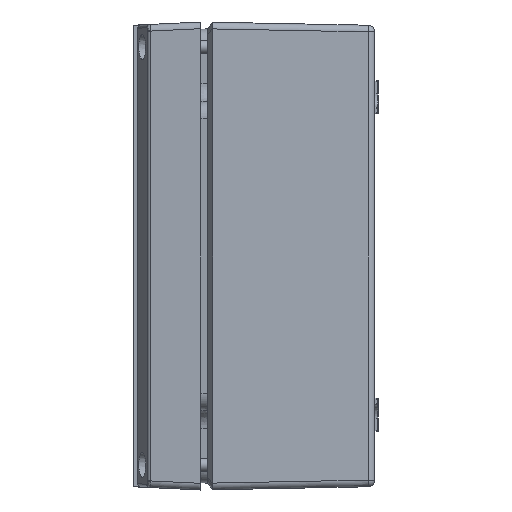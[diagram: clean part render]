
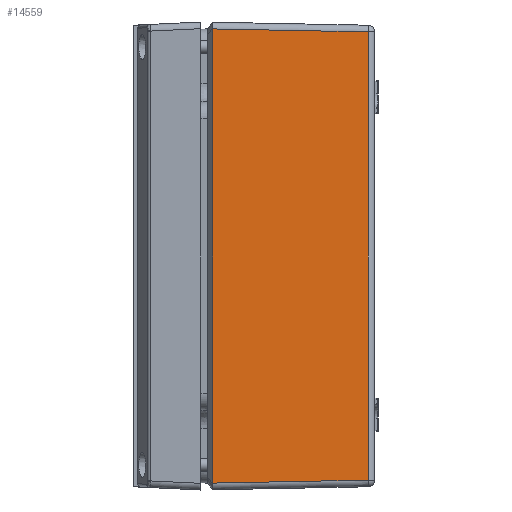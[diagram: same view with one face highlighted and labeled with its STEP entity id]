
A CAD part, left-side view. The second image highlights one B-rep face of the part: STEP entity #14559.
In plain terms, the highlighted planar face has unit normal (-1, -0.019, 0).
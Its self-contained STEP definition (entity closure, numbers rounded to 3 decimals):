
#2685=FACE_OUTER_BOUND('',#3807,.T.);
#3807=EDGE_LOOP('',(#12336,#12337,#12338,#12339));
#4759=LINE('',#35127,#5575);
#4760=LINE('',#35129,#5576);
#4761=LINE('',#35131,#5577);
#4762=LINE('',#35132,#5578);
#5575=VECTOR('',#19714,1000.);
#5576=VECTOR('',#19715,1000.);
#5577=VECTOR('',#19716,1000.);
#5578=VECTOR('',#19717,1000.);
#7144=VERTEX_POINT('',#35125);
#7145=VERTEX_POINT('',#35126);
#7146=VERTEX_POINT('',#35128);
#7147=VERTEX_POINT('',#35130);
#8950=EDGE_CURVE('',#7144,#7145,#4759,.T.);
#8951=EDGE_CURVE('',#7145,#7146,#4760,.T.);
#8952=EDGE_CURVE('',#7146,#7147,#4761,.T.);
#8953=EDGE_CURVE('',#7147,#7144,#4762,.T.);
#12336=ORIENTED_EDGE('',*,*,#8950,.T.);
#12337=ORIENTED_EDGE('',*,*,#8951,.T.);
#12338=ORIENTED_EDGE('',*,*,#8952,.T.);
#12339=ORIENTED_EDGE('',*,*,#8953,.T.);
#13841=PLANE('',#16133);
#14559=ADVANCED_FACE('',(#2685),#13841,.T.);
#16133=AXIS2_PLACEMENT_3D('',#35124,#19712,#19713);
#19712=DIRECTION('center_axis',(-1.,-0.019,
0.));
#19713=DIRECTION('ref_axis',(0.019,-1.,0.));
#19714=DIRECTION('',(0.,0.,1.));
#19715=DIRECTION('',(-0.019,1.,0.019));
#19716=DIRECTION('',(0.,0.,-1.));
#19717=DIRECTION('',(0.019,-1.,0.019));
#35124=CARTESIAN_POINT('Origin',(-90.,0.,-70.));
#35125=CARTESIAN_POINT('',(-89.039,-50.038,-67.04));
#35126=CARTESIAN_POINT('',(-89.039,-50.038,67.04));
#35127=CARTESIAN_POINT('',(-89.039,-50.038,69.002));
#35128=CARTESIAN_POINT('',(-89.933,-3.5,67.933));
#35129=CARTESIAN_POINT('',(-89.949,-2.648,67.95));
#35130=CARTESIAN_POINT('',(-89.933,-3.5,-67.933));
#35131=CARTESIAN_POINT('',(-89.933,-3.5,-69.962));
#35132=CARTESIAN_POINT('',(-90.001,0.038,-68.001));
